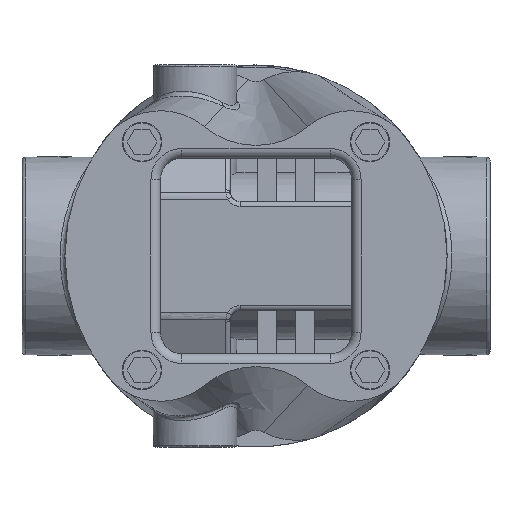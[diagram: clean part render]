
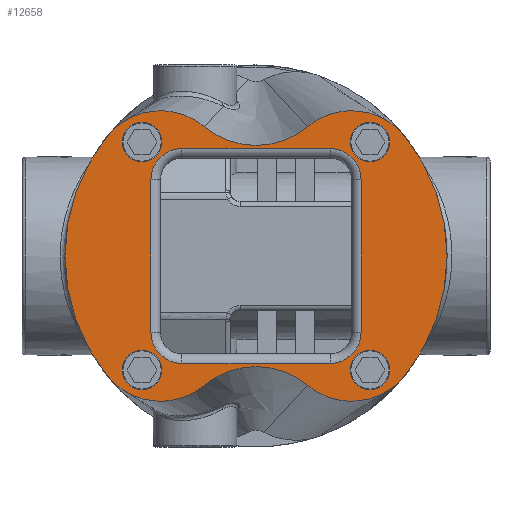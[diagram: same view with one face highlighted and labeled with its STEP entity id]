
A CAD part, front view. The second image highlights one B-rep face of the part: STEP entity #12658.
In plain terms, the highlighted planar face has unit normal (0, -1, 0).
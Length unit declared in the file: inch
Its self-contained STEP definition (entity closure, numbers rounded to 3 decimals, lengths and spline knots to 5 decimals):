
#6298=CARTESIAN_POINT('',(-0.9855,0.0,-1.193));
#6299=VERTEX_POINT('',#6298);
#6300=CARTESIAN_POINT('',(-1.193,0.0,-1.193));
#6301=DIRECTION('',(0.0,1.0,0.0));
#6302=DIRECTION('',(1.0,0.0,0.0));
#6303=AXIS2_PLACEMENT_3D('',#6300,#6301,#6302);
#6304=CIRCLE('',#6303,0.2075);
#6305=EDGE_CURVE('',#6299,#6299,#6304,.T.);
#6359=CARTESIAN_POINT('',(1.4005,0.0,-1.193));
#6360=VERTEX_POINT('',#6359);
#6361=CARTESIAN_POINT('',(1.193,0.0,-1.193));
#6362=DIRECTION('',(0.0,1.0,0.0));
#6363=DIRECTION('',(1.0,0.0,0.0));
#6364=AXIS2_PLACEMENT_3D('',#6361,#6362,#6363);
#6365=CIRCLE('',#6364,0.2075);
#6366=EDGE_CURVE('',#6360,#6360,#6365,.T.);
#6420=CARTESIAN_POINT('',(1.4005,0.0,1.193));
#6421=VERTEX_POINT('',#6420);
#6422=CARTESIAN_POINT('',(1.193,0.0,1.193));
#6423=DIRECTION('',(0.0,1.0,0.0));
#6424=DIRECTION('',(1.0,0.0,0.0));
#6425=AXIS2_PLACEMENT_3D('',#6422,#6423,#6424);
#6426=CIRCLE('',#6425,0.2075);
#6427=EDGE_CURVE('',#6421,#6421,#6426,.T.);
#6489=CARTESIAN_POINT('',(-0.9855,0.0,1.193));
#6490=VERTEX_POINT('',#6489);
#6491=CARTESIAN_POINT('',(-1.193,0.0,1.193));
#6492=DIRECTION('',(0.0,1.0,0.0));
#6493=DIRECTION('',(1.0,0.0,0.0));
#6494=AXIS2_PLACEMENT_3D('',#6491,#6492,#6493);
#6495=CIRCLE('',#6494,0.2075);
#6496=EDGE_CURVE('',#6490,#6490,#6495,.T.);
#9411=CARTESIAN_POINT('',(1.55871,0.0,1.25316));
#9412=VERTEX_POINT('',#9411);
#9413=CARTESIAN_POINT('',(1.55871,0.0,-1.25316));
#9414=VERTEX_POINT('',#9413);
#9415=CARTESIAN_POINT('',(0.0,0.0,0.0));
#9416=DIRECTION('',(0.0,1.0,0.0));
#9417=DIRECTION('',(0.779,0.0,0.627));
#9418=AXIS2_PLACEMENT_3D('',#9415,#9416,#9417);
#9419=CIRCLE('',#9418,2.);
#9420=EDGE_CURVE('',#9412,#9414,#9419,.T.);
#10031=CARTESIAN_POINT('',(-1.55871,0.0,-1.25316));
#10032=VERTEX_POINT('',#10031);
#10039=CARTESIAN_POINT('',(-1.55871,0.0,1.25316));
#10040=VERTEX_POINT('',#10039);
#10041=CARTESIAN_POINT('',(0.0,0.0,0.0));
#10042=DIRECTION('',(0.0,1.0,0.0));
#10043=DIRECTION('',(-0.779,0.0,-0.627));
#10044=AXIS2_PLACEMENT_3D('',#10041,#10042,#10043);
#10045=CIRCLE('',#10044,2.0);
#10046=EDGE_CURVE('',#10032,#10040,#10045,.T.);
#10615=CARTESIAN_POINT('',(-0.54004,0.0,1.354));
#10616=VERTEX_POINT('',#10615);
#10617=CARTESIAN_POINT('',(-0.99992,0.0,0.8039));
#10618=DIRECTION('',(0.0,1.,0.0));
#10619=DIRECTION('',(-0.779,0.0,0.627));
#10620=AXIS2_PLACEMENT_3D('',#10617,#10618,#10619);
#10621=CIRCLE('',#10620,0.717);
#10622=EDGE_CURVE('',#10040,#10616,#10621,.T.);
#11248=CARTESIAN_POINT('',(-0.54004,0.0,-1.354));
#11249=VERTEX_POINT('',#11248);
#11256=CARTESIAN_POINT('',(-0.99992,0.0,-0.8039));
#11257=DIRECTION('',(0.0,1.0,0.0));
#11258=DIRECTION('',(0.641,0.0,-0.767));
#11259=AXIS2_PLACEMENT_3D('',#11256,#11257,#11258);
#11260=CIRCLE('',#11259,0.717);
#11261=EDGE_CURVE('',#11249,#10032,#11260,.T.);
#11484=CARTESIAN_POINT('',(0.54004,0.0,1.354));
#11485=VERTEX_POINT('',#11484);
#11486=CARTESIAN_POINT('',(0.,0.0,2.0));
#11487=DIRECTION('',(0.0,-1.0,0.0));
#11488=DIRECTION('',(-0.641,0.0,0.767));
#11489=AXIS2_PLACEMENT_3D('',#11486,#11487,#11488);
#11490=CIRCLE('',#11489,0.842);
#11491=EDGE_CURVE('',#10616,#11485,#11490,.T.);
#12344=CARTESIAN_POINT('',(1.1,0.0,0.8));
#12345=VERTEX_POINT('',#12344);
#12354=CARTESIAN_POINT('',(1.1,0.0,-0.8));
#12355=VERTEX_POINT('',#12354);
#12363=CARTESIAN_POINT('',(1.1,0.0,-0.8));
#12364=DIRECTION('',(0.0,0.0,1.0));
#12365=VECTOR('',#12364,1.6);
#12366=LINE('',#12363,#12365);
#12367=EDGE_CURVE('',#12355,#12345,#12366,.T.);
#12377=CARTESIAN_POINT('',(0.775,0.0,1.125));
#12378=VERTEX_POINT('',#12377);
#12388=CARTESIAN_POINT('',(0.775,0.0,0.8));
#12389=DIRECTION('',(0.0,-1.0,0.0));
#12390=DIRECTION('',(0.707,0.0,0.707));
#12391=AXIS2_PLACEMENT_3D('',#12388,#12389,#12390);
#12392=CIRCLE('',#12391,0.325);
#12393=EDGE_CURVE('',#12345,#12378,#12392,.T.);
#12403=CARTESIAN_POINT('',(0.775,0.0,-1.125));
#12404=VERTEX_POINT('',#12403);
#12412=CARTESIAN_POINT('',(0.775,0.0,-0.8));
#12413=DIRECTION('',(0.0,-1.,0.0));
#12414=DIRECTION('',(0.707,0.0,-0.707));
#12415=AXIS2_PLACEMENT_3D('',#12412,#12413,#12414);
#12416=CIRCLE('',#12415,0.325);
#12417=EDGE_CURVE('',#12404,#12355,#12416,.T.);
#12435=CARTESIAN_POINT('',(-0.775,0.0,1.125));
#12436=VERTEX_POINT('',#12435);
#12446=CARTESIAN_POINT('',(0.775,0.0,1.125));
#12447=DIRECTION('',(-1.0,0.0,0.0));
#12448=VECTOR('',#12447,1.55);
#12449=LINE('',#12446,#12448);
#12450=EDGE_CURVE('',#12378,#12436,#12449,.T.);
#12460=CARTESIAN_POINT('',(-0.775,0.0,-1.125));
#12461=VERTEX_POINT('',#12460);
#12469=CARTESIAN_POINT('',(-0.775,0.0,-1.125));
#12470=DIRECTION('',(1.0,0.0,0.0));
#12471=VECTOR('',#12470,1.55);
#12472=LINE('',#12469,#12471);
#12473=EDGE_CURVE('',#12461,#12404,#12472,.T.);
#12485=CARTESIAN_POINT('',(-1.1,0.0,0.8));
#12486=VERTEX_POINT('',#12485);
#12504=CARTESIAN_POINT('',(-0.775,0.0,0.8));
#12505=DIRECTION('',(0.0,-1.,0.0));
#12506=DIRECTION('',(-0.707,0.0,0.707));
#12507=AXIS2_PLACEMENT_3D('',#12504,#12505,#12506);
#12508=CIRCLE('',#12507,0.325);
#12509=EDGE_CURVE('',#12436,#12486,#12508,.T.);
#12521=CARTESIAN_POINT('',(-1.1,0.0,-0.8));
#12522=VERTEX_POINT('',#12521);
#12530=CARTESIAN_POINT('',(-0.775,0.0,-0.8));
#12531=DIRECTION('',(0.0,-1.0,0.0));
#12532=DIRECTION('',(-0.707,0.0,-0.707));
#12533=AXIS2_PLACEMENT_3D('',#12530,#12531,#12532);
#12534=CIRCLE('',#12533,0.325);
#12535=EDGE_CURVE('',#12522,#12461,#12534,.T.);
#12554=CARTESIAN_POINT('',(-1.1,0.0,0.8));
#12555=DIRECTION('',(0.0,0.0,-1.0));
#12556=VECTOR('',#12555,1.6);
#12557=LINE('',#12554,#12556);
#12558=EDGE_CURVE('',#12486,#12522,#12557,.T.);
#12601=CARTESIAN_POINT('',(0.,0.0,0.));
#12602=DIRECTION('',(0.0,1.0,0.0));
#12603=DIRECTION('',(0.0,0.0,1.0));
#12604=AXIS2_PLACEMENT_3D('',#12601,#12602,#12603);
#12605=PLANE('',#12604);
#12606=ORIENTED_EDGE('',*,*,#9420,.F.);
#12607=CARTESIAN_POINT('',(0.99992,0.0,0.8039));
#12608=DIRECTION('',(0.0,1.0,0.0));
#12609=DIRECTION('',(-0.641,0.0,0.767));
#12610=AXIS2_PLACEMENT_3D('',#12607,#12608,#12609);
#12611=CIRCLE('',#12610,0.717);
#12612=EDGE_CURVE('',#11485,#9412,#12611,.T.);
#12613=ORIENTED_EDGE('',*,*,#12612,.F.);
#12614=ORIENTED_EDGE('',*,*,#11491,.F.);
#12615=ORIENTED_EDGE('',*,*,#10622,.F.);
#12616=ORIENTED_EDGE('',*,*,#10046,.F.);
#12617=ORIENTED_EDGE('',*,*,#11261,.F.);
#12618=CARTESIAN_POINT('',(0.54004,0.0,-1.354));
#12619=VERTEX_POINT('',#12618);
#12620=CARTESIAN_POINT('',(0.,0.0,-2.0));
#12621=DIRECTION('',(0.0,-1.0,0.0));
#12622=DIRECTION('',(0.641,0.0,-0.767));
#12623=AXIS2_PLACEMENT_3D('',#12620,#12621,#12622);
#12624=CIRCLE('',#12623,0.842);
#12625=EDGE_CURVE('',#12619,#11249,#12624,.T.);
#12626=ORIENTED_EDGE('',*,*,#12625,.F.);
#12627=CARTESIAN_POINT('',(0.99992,0.0,-0.8039));
#12628=DIRECTION('',(0.0,1.,0.0));
#12629=DIRECTION('',(0.779,0.0,-0.627));
#12630=AXIS2_PLACEMENT_3D('',#12627,#12628,#12629);
#12631=CIRCLE('',#12630,0.717);
#12632=EDGE_CURVE('',#9414,#12619,#12631,.T.);
#12633=ORIENTED_EDGE('',*,*,#12632,.F.);
#12634=EDGE_LOOP('',(#12606,#12613,#12614,#12615,#12616,#12617,#12626,#12633));
#12635=FACE_OUTER_BOUND('',#12634,.T.);
#12636=ORIENTED_EDGE('',*,*,#6305,.T.);
#12637=EDGE_LOOP('',(#12636));
#12638=FACE_BOUND('',#12637,.T.);
#12639=ORIENTED_EDGE('',*,*,#6366,.T.);
#12640=EDGE_LOOP('',(#12639));
#12641=FACE_BOUND('',#12640,.T.);
#12642=ORIENTED_EDGE('',*,*,#6427,.T.);
#12643=EDGE_LOOP('',(#12642));
#12644=FACE_BOUND('',#12643,.T.);
#12645=ORIENTED_EDGE('',*,*,#6496,.T.);
#12646=EDGE_LOOP('',(#12645));
#12647=FACE_BOUND('',#12646,.T.);
#12648=ORIENTED_EDGE('',*,*,#12367,.F.);
#12649=ORIENTED_EDGE('',*,*,#12417,.F.);
#12650=ORIENTED_EDGE('',*,*,#12473,.F.);
#12651=ORIENTED_EDGE('',*,*,#12535,.F.);
#12652=ORIENTED_EDGE('',*,*,#12558,.F.);
#12653=ORIENTED_EDGE('',*,*,#12509,.F.);
#12654=ORIENTED_EDGE('',*,*,#12450,.F.);
#12655=ORIENTED_EDGE('',*,*,#12393,.F.);
#12656=EDGE_LOOP('',(#12648,#12649,#12650,#12651,#12652,#12653,#12654,#12655));
#12657=FACE_BOUND('',#12656,.T.);
#12658=ADVANCED_FACE('',(#12635,#12638,#12641,#12644,#12647,#12657),#12605,.F.);
